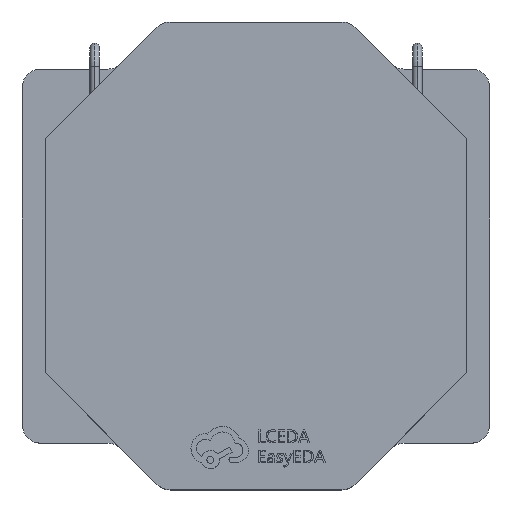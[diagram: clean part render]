
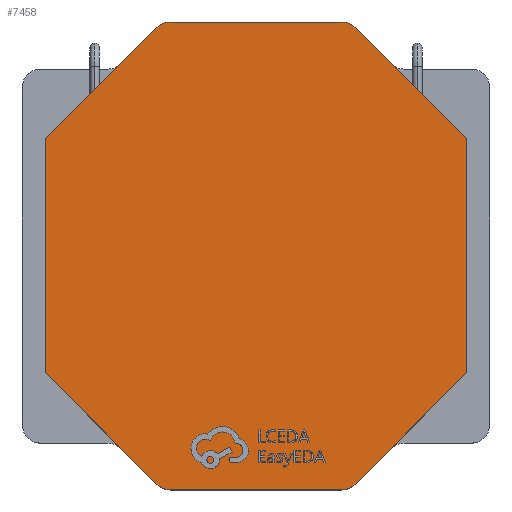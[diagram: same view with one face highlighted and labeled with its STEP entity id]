
A CAD part, top view. The second image highlights one B-rep face of the part: STEP entity #7458.
In plain terms, the highlighted planar face has unit normal (0, 0, 1).
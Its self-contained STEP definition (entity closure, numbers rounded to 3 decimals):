
#374 = VECTOR ( 'NONE', #5158, 1000. ) ;
#515 = VECTOR ( 'NONE', #3991, 1000. ) ;
#549 = CARTESIAN_POINT ( 'NONE',  ( 0.917, 2.5, 2. ) ) ;
#573 = CARTESIAN_POINT ( 'NONE',  ( 1.059, 2.441, 2. ) ) ;
#999 = ORIENTED_EDGE ( 'NONE', *, *, #3535, .T. ) ;
#1524 = CARTESIAN_POINT ( 'NONE',  ( -2.25, -1.25, 2. ) ) ;
#1535 = VERTEX_POINT ( 'NONE', #8524 ) ;
#2004 = EDGE_CURVE ( 'NONE', #14159, #13062, #6821, .T. ) ;
#2060 = CARTESIAN_POINT ( 'NONE',  ( -2.25, -1.25, 2. ) ) ;
#2289 = CARTESIAN_POINT ( 'NONE',  ( -0.917, -2.3, 2. ) ) ;
#2402 = FACE_OUTER_BOUND ( 'NONE', #12108, .T. ) ;
#2609 = CARTESIAN_POINT ( 'NONE',  ( -0.917, 2.5, 2. ) ) ;
#2657 = CIRCLE ( 'NONE', #9891, 0.2 ) ;
#2774 = VERTEX_POINT ( 'NONE', #5393 ) ;
#2920 = DIRECTION ( 'NONE',  ( 1., 0., 0. ) ) ;
#3307 = DIRECTION ( 'NONE',  ( 0.707, -0.707, 0. ) ) ;
#3535 = EDGE_CURVE ( 'NONE', #14968, #1535, #11182, .T. ) ;
#3606 = PLANE ( 'NONE',  #5290 ) ;
#3991 = DIRECTION ( 'NONE',  ( -0.707, 0.707, 0. ) ) ;
#3993 = DIRECTION ( 'NONE',  ( 1., 0., 0. ) ) ;
#4059 = CARTESIAN_POINT ( 'NONE',  ( 2.25, -1.25, 2. ) ) ;
#4420 = DIRECTION ( 'NONE',  ( 0., 0., 1. ) ) ;
#4458 = LINE ( 'NONE', #6938, #13830 ) ;
#4531 = LINE ( 'NONE', #549, #8494 ) ;
#4616 = ORIENTED_EDGE ( 'NONE', *, *, #13222, .T. ) ;
#4665 = VERTEX_POINT ( 'NONE', #13852 ) ;
#4716 = VECTOR ( 'NONE', #14471, 1000. ) ;
#5111 = CARTESIAN_POINT ( 'NONE',  ( 0.917, -2.3, 2. ) ) ;
#5145 = LINE ( 'NONE', #7492, #515 ) ;
#5158 = DIRECTION ( 'NONE',  ( -0.707, -0.707, 0. ) ) ;
#5229 = DIRECTION ( 'NONE',  ( 1., 0., 0. ) ) ;
#5268 = EDGE_CURVE ( 'NONE', #13062, #4665, #10962, .T. ) ;
#5290 = AXIS2_PLACEMENT_3D ( 'NONE', #8676, #6322, #5229 ) ;
#5300 = CARTESIAN_POINT ( 'NONE',  ( 0.917, -2.5, 2. ) ) ;
#5393 = CARTESIAN_POINT ( 'NONE',  ( 2.25, 1.25, 2. ) ) ;
#5545 = EDGE_CURVE ( 'NONE', #10859, #12944, #4531, .T. ) ;
#5639 = ORIENTED_EDGE ( 'NONE', *, *, #13596, .T. ) ;
#5878 = AXIS2_PLACEMENT_3D ( 'NONE', #7366, #12151, #8635 ) ;
#5976 = VECTOR ( 'NONE', #6224, 1000. ) ;
#6200 = EDGE_CURVE ( 'NONE', #9328, #10859, #6720, .T. ) ;
#6224 = DIRECTION ( 'NONE',  ( 0., -1., 0. ) ) ;
#6322 = DIRECTION ( 'NONE',  ( 0., 0., 1. ) ) ;
#6351 = ORIENTED_EDGE ( 'NONE', *, *, #2004, .T. ) ;
#6439 = DIRECTION ( 'NONE',  ( 0., 0., 1. ) ) ;
#6720 = CIRCLE ( 'NONE', #6952, 0.2 ) ;
#6821 = LINE ( 'NONE', #15466, #11199 ) ;
#6938 = CARTESIAN_POINT ( 'NONE',  ( 2.25, -1.25, 2. ) ) ;
#6952 = AXIS2_PLACEMENT_3D ( 'NONE', #13759, #4420, #14954 ) ;
#7197 = CARTESIAN_POINT ( 'NONE',  ( 1.059, -2.441, 2. ) ) ;
#7237 = CARTESIAN_POINT ( 'NONE',  ( 1.059, -2.441, 2. ) ) ;
#7287 = VECTOR ( 'NONE', #3993, 1000. ) ;
#7366 = CARTESIAN_POINT ( 'NONE',  ( -0.917, 2.3, 2. ) ) ;
#7458 = ADVANCED_FACE ( 'NONE', ( #2402 ), #3606, .T. ) ;
#7492 = CARTESIAN_POINT ( 'NONE',  ( 2.25, 1.25, 2. ) ) ;
#7515 = EDGE_CURVE ( 'NONE', #2774, #9328, #5145, .T. ) ;
#7981 = ORIENTED_EDGE ( 'NONE', *, *, #13006, .T. ) ;
#8133 = ORIENTED_EDGE ( 'NONE', *, *, #7515, .T. ) ;
#8242 = ORIENTED_EDGE ( 'NONE', *, *, #9534, .T. ) ;
#8494 = VECTOR ( 'NONE', #10383, 1000. ) ;
#8524 = CARTESIAN_POINT ( 'NONE',  ( -2.25, 1.25, 2. ) ) ;
#8635 = DIRECTION ( 'NONE',  ( 1., 0., 0. ) ) ;
#8676 = CARTESIAN_POINT ( 'NONE',  ( 0., 0., 2. ) ) ;
#8701 = ORIENTED_EDGE ( 'NONE', *, *, #15090, .T. ) ;
#9328 = VERTEX_POINT ( 'NONE', #573 ) ;
#9479 = ORIENTED_EDGE ( 'NONE', *, *, #6200, .T. ) ;
#9534 = EDGE_CURVE ( 'NONE', #12944, #14968, #12619, .T. ) ;
#9891 = AXIS2_PLACEMENT_3D ( 'NONE', #5111, #6439, #2920 ) ;
#10129 = ORIENTED_EDGE ( 'NONE', *, *, #5268, .T. ) ;
#10166 = LINE ( 'NONE', #7237, #4716 ) ;
#10383 = DIRECTION ( 'NONE',  ( -1., 0., 0. ) ) ;
#10512 = VERTEX_POINT ( 'NONE', #4059 ) ;
#10811 = DIRECTION ( 'NONE',  ( 1., 0., 0. ) ) ;
#10859 = VERTEX_POINT ( 'NONE', #12227 ) ;
#10962 = CIRCLE ( 'NONE', #11974, 0.2 ) ;
#11182 = LINE ( 'NONE', #12193, #374 ) ;
#11199 = VECTOR ( 'NONE', #3307, 1000. ) ;
#11714 = DIRECTION ( 'NONE',  ( 0., 1., 0. ) ) ;
#11827 = DIRECTION ( 'NONE',  ( 0., 0., 1. ) ) ;
#11974 = AXIS2_PLACEMENT_3D ( 'NONE', #2289, #11827, #10811 ) ;
#12108 = EDGE_LOOP ( 'NONE', ( #12873, #8242, #999, #8701, #6351, #10129, #4616, #5639, #12394, #7981, #8133, #9479 ) ) ;
#12151 = DIRECTION ( 'NONE',  ( 0., 0., 1. ) ) ;
#12193 = CARTESIAN_POINT ( 'NONE',  ( -1.059, 2.441, 2. ) ) ;
#12227 = CARTESIAN_POINT ( 'NONE',  ( 0.917, 2.5, 2. ) ) ;
#12266 = VERTEX_POINT ( 'NONE', #5300 ) ;
#12394 = ORIENTED_EDGE ( 'NONE', *, *, #14988, .T. ) ;
#12619 = CIRCLE ( 'NONE', #5878, 0.2 ) ;
#12834 = CARTESIAN_POINT ( 'NONE',  ( -1.059, 2.441, 2. ) ) ;
#12873 = ORIENTED_EDGE ( 'NONE', *, *, #5545, .T. ) ;
#12944 = VERTEX_POINT ( 'NONE', #2609 ) ;
#13006 = EDGE_CURVE ( 'NONE', #10512, #2774, #4458, .T. ) ;
#13062 = VERTEX_POINT ( 'NONE', #15383 ) ;
#13222 = EDGE_CURVE ( 'NONE', #4665, #12266, #14828, .T. ) ;
#13596 = EDGE_CURVE ( 'NONE', #12266, #14557, #2657, .T. ) ;
#13759 = CARTESIAN_POINT ( 'NONE',  ( 0.917, 2.3, 2. ) ) ;
#13830 = VECTOR ( 'NONE', #11714, 1000. ) ;
#13852 = CARTESIAN_POINT ( 'NONE',  ( -0.917, -2.5, 2. ) ) ;
#14103 = LINE ( 'NONE', #1524, #5976 ) ;
#14159 = VERTEX_POINT ( 'NONE', #2060 ) ;
#14471 = DIRECTION ( 'NONE',  ( 0.707, 0.707, 0. ) ) ;
#14557 = VERTEX_POINT ( 'NONE', #7197 ) ;
#14736 = CARTESIAN_POINT ( 'NONE',  ( -0.917, -2.5, 2. ) ) ;
#14828 = LINE ( 'NONE', #14736, #7287 ) ;
#14954 = DIRECTION ( 'NONE',  ( 1., 0., 0. ) ) ;
#14968 = VERTEX_POINT ( 'NONE', #12834 ) ;
#14988 = EDGE_CURVE ( 'NONE', #14557, #10512, #10166, .T. ) ;
#15090 = EDGE_CURVE ( 'NONE', #1535, #14159, #14103, .T. ) ;
#15383 = CARTESIAN_POINT ( 'NONE',  ( -1.059, -2.441, 2. ) ) ;
#15466 = CARTESIAN_POINT ( 'NONE',  ( -2.25, -1.25, 2. ) ) ;
